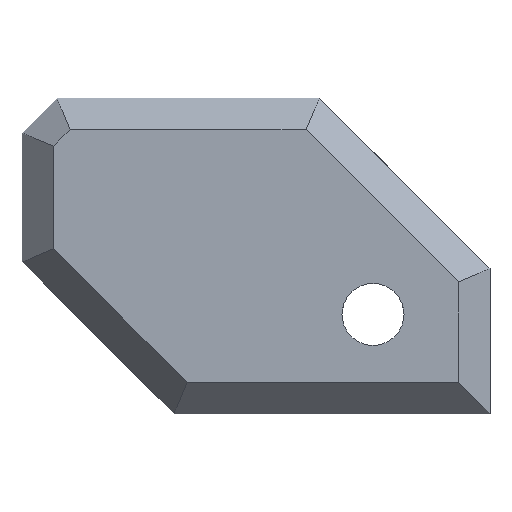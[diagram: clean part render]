
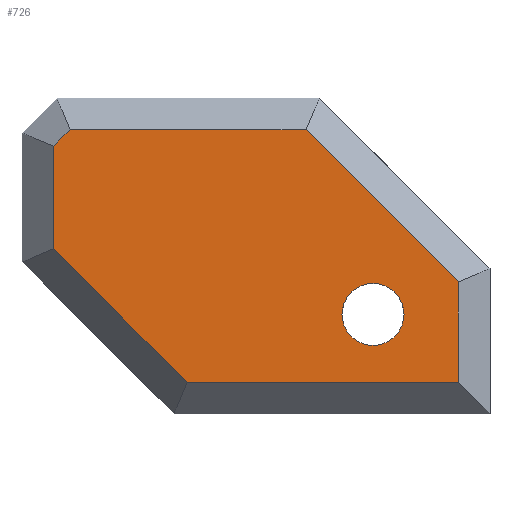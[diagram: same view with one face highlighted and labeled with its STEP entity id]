
A CAD part, top view. The second image highlights one B-rep face of the part: STEP entity #726.
In plain terms, the highlighted planar face has unit normal (0, 0, 1).
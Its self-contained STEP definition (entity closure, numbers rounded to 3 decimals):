
#15=FACE_BOUND('',#123,.T.);
#33=PLANE('',#788);
#59=CIRCLE('',#789,2.65);
#79=FACE_OUTER_BOUND('',#122,.T.);
#122=EDGE_LOOP('',(#576,#577,#578,#579,#580,#581,#582));
#123=EDGE_LOOP('',(#583));
#174=LINE('',#1066,#266);
#178=LINE('',#1073,#270);
#179=LINE('',#1077,#271);
#184=LINE('',#1084,#276);
#185=LINE('',#1087,#277);
#187=LINE('',#1091,#279);
#190=LINE('',#1096,#282);
#266=VECTOR('',#862,10.);
#270=VECTOR('',#868,10.);
#271=VECTOR('',#871,10.);
#276=VECTOR('',#878,10.);
#277=VECTOR('',#881,10.);
#279=VECTOR('',#885,10.);
#282=VECTOR('',#890,10.);
#358=VERTEX_POINT('',#1063);
#359=VERTEX_POINT('',#1065);
#361=VERTEX_POINT('',#1071);
#362=VERTEX_POINT('',#1075);
#363=VERTEX_POINT('',#1076);
#365=VERTEX_POINT('',#1086);
#366=VERTEX_POINT('',#1090);
#375=VERTEX_POINT('',#1119);
#425=EDGE_CURVE('',#358,#359,#174,.T.);
#429=EDGE_CURVE('',#361,#358,#178,.T.);
#430=EDGE_CURVE('',#362,#363,#179,.T.);
#435=EDGE_CURVE('',#363,#361,#184,.T.);
#436=EDGE_CURVE('',#365,#362,#185,.T.);
#438=EDGE_CURVE('',#366,#365,#187,.T.);
#441=EDGE_CURVE('',#359,#366,#190,.T.);
#453=EDGE_CURVE('',#375,#375,#59,.T.);
#576=ORIENTED_EDGE('',*,*,#430,.F.);
#577=ORIENTED_EDGE('',*,*,#436,.F.);
#578=ORIENTED_EDGE('',*,*,#438,.F.);
#579=ORIENTED_EDGE('',*,*,#441,.F.);
#580=ORIENTED_EDGE('',*,*,#425,.F.);
#581=ORIENTED_EDGE('',*,*,#429,.F.);
#582=ORIENTED_EDGE('',*,*,#435,.F.);
#583=ORIENTED_EDGE('',*,*,#453,.T.);
#726=ADVANCED_FACE('',(#79,#15),#33,.T.);
#788=AXIS2_PLACEMENT_3D('',#1118,#908,#909);
#789=AXIS2_PLACEMENT_3D('',#1120,#910,#911);
#862=DIRECTION('',(0.707,-0.707,0.));
#868=DIRECTION('',(1.,0.,0.));
#871=DIRECTION('',(0.,1.,0.));
#878=DIRECTION('',(0.707,0.707,0.));
#881=DIRECTION('',(-0.707,0.707,0.));
#885=DIRECTION('',(-1.,0.,0.));
#890=DIRECTION('',(0.,-1.,0.));
#908=DIRECTION('center_axis',(0.,0.,1.));
#909=DIRECTION('ref_axis',(1.,0.,0.));
#910=DIRECTION('center_axis',(0.,0.,-1.));
#911=DIRECTION('ref_axis',(1.,0.,0.));
#1063=CARTESIAN_POINT('',(18.282,4.2,0.));
#1065=CARTESIAN_POINT('',(31.3,-8.818,0.));
#1066=CARTESIAN_POINT('',(19.516,2.966,0.));
#1071=CARTESIAN_POINT('',(-1.882,4.2,0.));
#1073=CARTESIAN_POINT('',(4.,4.2,0.));
#1075=CARTESIAN_POINT('',(-3.3,-5.982,0.));
#1076=CARTESIAN_POINT('',(-3.3,2.782,0.));
#1077=CARTESIAN_POINT('',(-3.3,-6.85,0.));
#1084=CARTESIAN_POINT('',(-0.966,5.116,0.));
#1086=CARTESIAN_POINT('',(8.118,-17.4,0.));
#1087=CARTESIAN_POINT('',(7.284,-16.566,0.));
#1090=CARTESIAN_POINT('',(31.3,-17.4,0.));
#1091=CARTESIAN_POINT('',(24.,-17.4,0.));
#1096=CARTESIAN_POINT('',(31.3,-7.15,0.));
#1118=CARTESIAN_POINT('Origin',(14.,-6.6,0.));
#1119=CARTESIAN_POINT('',(21.35,-11.6,0.));
#1120=CARTESIAN_POINT('Origin',(24.,-11.6,0.));
